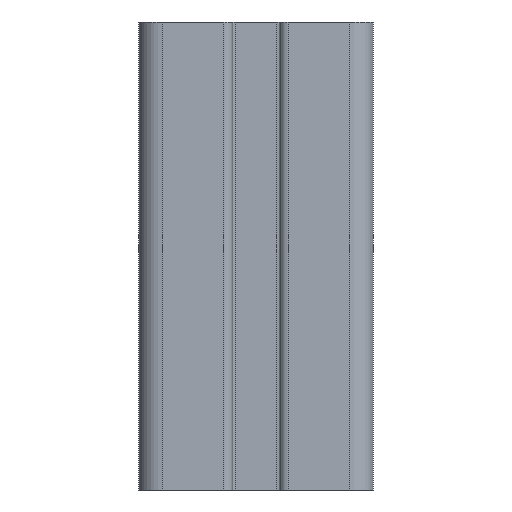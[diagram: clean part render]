
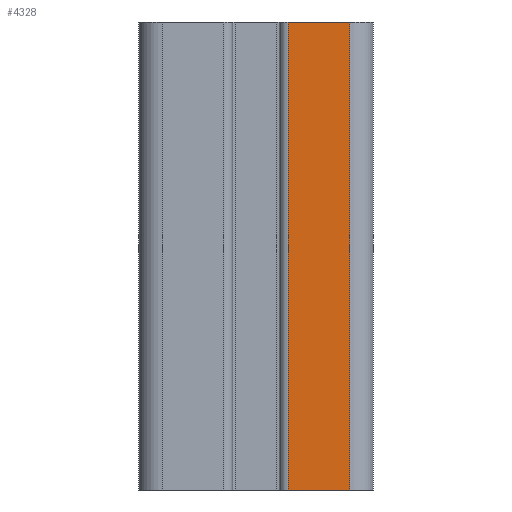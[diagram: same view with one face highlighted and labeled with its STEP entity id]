
A CAD part, front view. The second image highlights one B-rep face of the part: STEP entity #4328.
In plain terms, the highlighted planar face has unit normal (0, -1, 0).
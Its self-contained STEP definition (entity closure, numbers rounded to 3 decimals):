
#44 = PLANE('',#45);
#45 = AXIS2_PLACEMENT_3D('',#46,#47,#48);
#46 = CARTESIAN_POINT('',(-9.775,15.725,0.));
#47 = DIRECTION('',(0.,0.,1.));
#48 = DIRECTION('',(1.,0.,-0.));
#100 = PLANE('',#101);
#101 = AXIS2_PLACEMENT_3D('',#102,#103,#104);
#102 = CARTESIAN_POINT('',(-9.775,15.725,-80.));
#103 = DIRECTION('',(0.,0.,1.));
#104 = DIRECTION('',(1.,0.,-0.));
#4231 = CYLINDRICAL_SURFACE('',#4232,1.5);
#4232 = AXIS2_PLACEMENT_3D('',#4233,#4234,#4235);
#4233 = CARTESIAN_POINT('',(0.,1.5,0.));
#4234 = DIRECTION('',(0.,0.,-1.));
#4235 = DIRECTION('',(1.,0.,0.));
#4247 = VERTEX_POINT('',#4248);
#4248 = CARTESIAN_POINT('',(0.,0.,0.));
#4276 = VERTEX_POINT('',#4277);
#4277 = CARTESIAN_POINT('',(0.,0.,-80.)
  );
#4303 = EDGE_CURVE('',#4247,#4276,#4304,.T.);
#4304 = SURFACE_CURVE('',#4305,(#4309,#4316),.PCURVE_S1.);
#4305 = LINE('',#4306,#4307);
#4306 = CARTESIAN_POINT('',(0.,0.,0.));
#4307 = VECTOR('',#4308,1.);
#4308 = DIRECTION('',(0.,0.,-1.));
#4309 = PCURVE('',#4231,#4310);
#4310 = DEFINITIONAL_REPRESENTATION('',(#4311),#4315);
#4311 = LINE('',#4312,#4313);
#4312 = CARTESIAN_POINT('',(1.571,0.));
#4313 = VECTOR('',#4314,1.);
#4314 = DIRECTION('',(0.,1.));
#4315 = ( GEOMETRIC_REPRESENTATION_CONTEXT(2) 
PARAMETRIC_REPRESENTATION_CONTEXT() REPRESENTATION_CONTEXT('2D SPACE',''
  ) );
#4316 = PCURVE('',#4317,#4322);
#4317 = PLANE('',#4318);
#4318 = AXIS2_PLACEMENT_3D('',#4319,#4320,#4321);
#4319 = CARTESIAN_POINT('',(10.5,0.,0.));
#4320 = DIRECTION('',(0.,-1.,0.));
#4321 = DIRECTION('',(-1.,0.,0.));
#4322 = DEFINITIONAL_REPRESENTATION('',(#4323),#4327);
#4323 = LINE('',#4324,#4325);
#4324 = CARTESIAN_POINT('',(10.5,0.));
#4325 = VECTOR('',#4326,1.);
#4326 = DIRECTION('',(0.,1.));
#4327 = ( GEOMETRIC_REPRESENTATION_CONTEXT(2) 
PARAMETRIC_REPRESENTATION_CONTEXT() REPRESENTATION_CONTEXT('2D SPACE',''
  ) );
#4328 = ADVANCED_FACE('',(#4329),#4317,.T.);
#4329 = FACE_BOUND('',#4330,.T.);
#4330 = EDGE_LOOP('',(#4331,#4354,#4355,#4378));
#4331 = ORIENTED_EDGE('',*,*,#4332,.T.);
#4332 = EDGE_CURVE('',#4333,#4247,#4335,.T.);
#4333 = VERTEX_POINT('',#4334);
#4334 = CARTESIAN_POINT('',(10.5,0.,0.));
#4335 = SURFACE_CURVE('',#4336,(#4340,#4347),.PCURVE_S1.);
#4336 = LINE('',#4337,#4338);
#4337 = CARTESIAN_POINT('',(10.5,0.,0.));
#4338 = VECTOR('',#4339,1.);
#4339 = DIRECTION('',(-1.,0.,0.));
#4340 = PCURVE('',#4317,#4341);
#4341 = DEFINITIONAL_REPRESENTATION('',(#4342),#4346);
#4342 = LINE('',#4343,#4344);
#4343 = CARTESIAN_POINT('',(0.,-0.));
#4344 = VECTOR('',#4345,1.);
#4345 = DIRECTION('',(1.,0.));
#4346 = ( GEOMETRIC_REPRESENTATION_CONTEXT(2) 
PARAMETRIC_REPRESENTATION_CONTEXT() REPRESENTATION_CONTEXT('2D SPACE',''
  ) );
#4347 = PCURVE('',#44,#4348);
#4348 = DEFINITIONAL_REPRESENTATION('',(#4349),#4353);
#4349 = LINE('',#4350,#4351);
#4350 = CARTESIAN_POINT('',(20.275,-15.725));
#4351 = VECTOR('',#4352,1.);
#4352 = DIRECTION('',(-1.,0.));
#4353 = ( GEOMETRIC_REPRESENTATION_CONTEXT(2) 
PARAMETRIC_REPRESENTATION_CONTEXT() REPRESENTATION_CONTEXT('2D SPACE',''
  ) );
#4354 = ORIENTED_EDGE('',*,*,#4303,.T.);
#4355 = ORIENTED_EDGE('',*,*,#4356,.F.);
#4356 = EDGE_CURVE('',#4357,#4276,#4359,.T.);
#4357 = VERTEX_POINT('',#4358);
#4358 = CARTESIAN_POINT('',(10.5,0.,-80.));
#4359 = SURFACE_CURVE('',#4360,(#4364,#4371),.PCURVE_S1.);
#4360 = LINE('',#4361,#4362);
#4361 = CARTESIAN_POINT('',(10.5,0.,-80.));
#4362 = VECTOR('',#4363,1.);
#4363 = DIRECTION('',(-1.,0.,0.));
#4364 = PCURVE('',#4317,#4365);
#4365 = DEFINITIONAL_REPRESENTATION('',(#4366),#4370);
#4366 = LINE('',#4367,#4368);
#4367 = CARTESIAN_POINT('',(0.,80.));
#4368 = VECTOR('',#4369,1.);
#4369 = DIRECTION('',(1.,0.));
#4370 = ( GEOMETRIC_REPRESENTATION_CONTEXT(2) 
PARAMETRIC_REPRESENTATION_CONTEXT() REPRESENTATION_CONTEXT('2D SPACE',''
  ) );
#4371 = PCURVE('',#100,#4372);
#4372 = DEFINITIONAL_REPRESENTATION('',(#4373),#4377);
#4373 = LINE('',#4374,#4375);
#4374 = CARTESIAN_POINT('',(20.275,-15.725));
#4375 = VECTOR('',#4376,1.);
#4376 = DIRECTION('',(-1.,0.));
#4377 = ( GEOMETRIC_REPRESENTATION_CONTEXT(2) 
PARAMETRIC_REPRESENTATION_CONTEXT() REPRESENTATION_CONTEXT('2D SPACE',''
  ) );
#4378 = ORIENTED_EDGE('',*,*,#4379,.F.);
#4379 = EDGE_CURVE('',#4333,#4357,#4380,.T.);
#4380 = SURFACE_CURVE('',#4381,(#4385,#4392),.PCURVE_S1.);
#4381 = LINE('',#4382,#4383);
#4382 = CARTESIAN_POINT('',(10.5,0.,0.));
#4383 = VECTOR('',#4384,1.);
#4384 = DIRECTION('',(0.,0.,-1.));
#4385 = PCURVE('',#4317,#4386);
#4386 = DEFINITIONAL_REPRESENTATION('',(#4387),#4391);
#4387 = LINE('',#4388,#4389);
#4388 = CARTESIAN_POINT('',(0.,-0.));
#4389 = VECTOR('',#4390,1.);
#4390 = DIRECTION('',(0.,1.));
#4391 = ( GEOMETRIC_REPRESENTATION_CONTEXT(2) 
PARAMETRIC_REPRESENTATION_CONTEXT() REPRESENTATION_CONTEXT('2D SPACE',''
  ) );
#4392 = PCURVE('',#4393,#4398);
#4393 = CYLINDRICAL_SURFACE('',#4394,4.);
#4394 = AXIS2_PLACEMENT_3D('',#4395,#4396,#4397);
#4395 = CARTESIAN_POINT('',(10.5,4.,0.));
#4396 = DIRECTION('',(0.,0.,-1.));
#4397 = DIRECTION('',(0.,1.,0.));
#4398 = DEFINITIONAL_REPRESENTATION('',(#4399),#4403);
#4399 = LINE('',#4400,#4401);
#4400 = CARTESIAN_POINT('',(3.142,0.));
#4401 = VECTOR('',#4402,1.);
#4402 = DIRECTION('',(0.,1.));
#4403 = ( GEOMETRIC_REPRESENTATION_CONTEXT(2) 
PARAMETRIC_REPRESENTATION_CONTEXT() REPRESENTATION_CONTEXT('2D SPACE',''
  ) );
